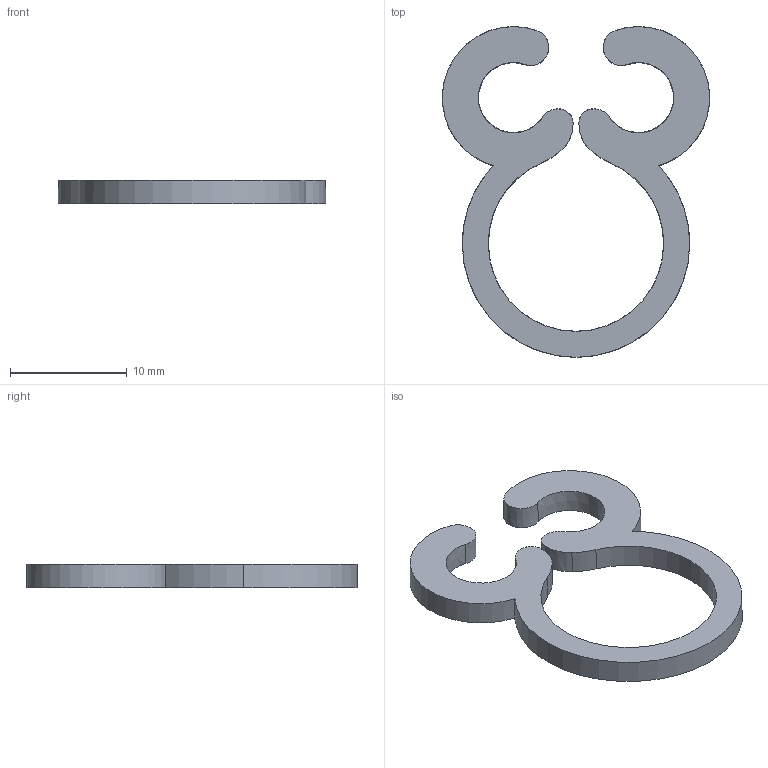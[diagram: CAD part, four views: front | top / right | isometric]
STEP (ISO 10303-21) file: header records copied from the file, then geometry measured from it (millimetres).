
FILE_DESCRIPTION (( 'STEP AP203' ), '1' );
FILE_NAME ('1281-B2P-C.STEP', '2014-01-03T13:43:45', ( '' ), ( '' ), 'SwSTEP 2.0', 'SolidWorks 2013', '' );
FILE_SCHEMA (( 'CONFIG_CONTROL_DESIGN' ));
Length unit declared in the file: millimetre
Products named in the file (1): 1281-B2P-C
Bounding box: 22.89 x 28.35 x 2 mm (x, y, z)
Volume: 465.5 mm3; surface area: 821.6 mm2
Topology: 1 solids, 1 shells, 24 faces, 66 edges, 44 vertices
Faces by surface type: cone 16, plane 4, bspline 4
Entity records: 963 total; most frequent: CARTESIAN_POINT 291, ORIENTED_EDGE 132, DIRECTION 122, EDGE_CURVE 66, AXIS2_PLACEMENT_3D 53, VERTEX_POINT 44, CIRCLE 32, FACE_OUTER_BOUND 24
